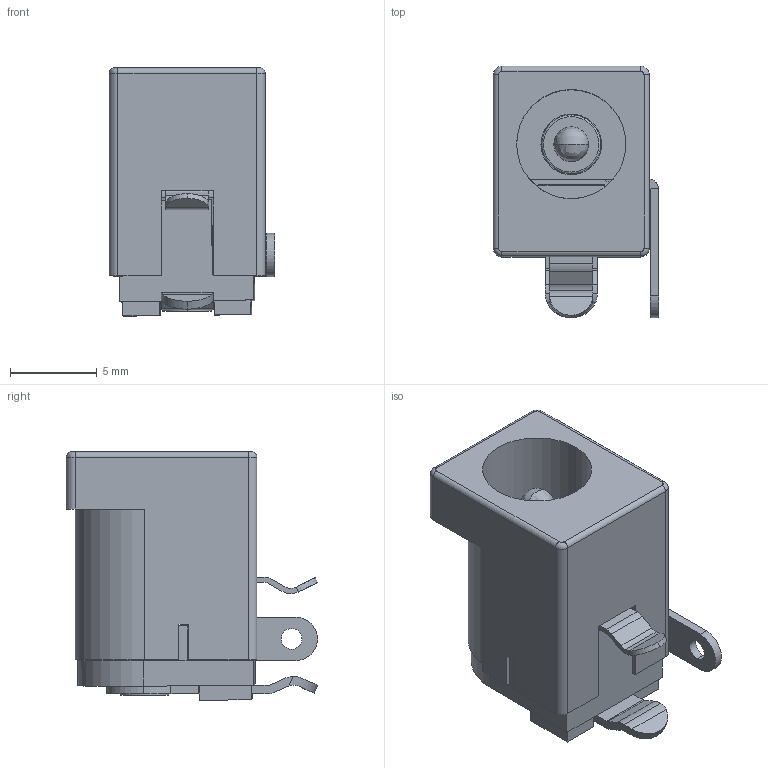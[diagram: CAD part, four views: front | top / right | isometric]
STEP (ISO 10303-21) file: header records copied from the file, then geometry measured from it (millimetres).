
FILE_DESCRIPTION(('STEP AP242'),'1');
FILE_NAME('dcj200-10-a-k1-k.stp','2023-05-10T06:13:11',('TraceParts'),('TraceParts S.A.'),'Spatial InterOp 3D',' ',' ');
FILE_SCHEMA(('AP242_MANAGED_MODEL_BASED_3D_ENGINEERING_MIM_LF {1 0 10303 442 1 1 4}'));
Length unit declared in the file: millimetre
Products named in the file (1): dcj200-10-a-k1-k_1
Bounding box: 9.55 x 14.51 x 14.33 mm (x, y, z)
Volume: 745 mm3; surface area: 1694.6 mm2
Topology: 6 solids, 6 shells, 232 faces, 596 edges, 377 vertices
Faces by surface type: plane 125, cylinder 81, bspline 14, torus 10, cone 2
Entity records: 7641 total; most frequent: CARTESIAN_POINT 1944, ORIENTED_EDGE 1180, DIRECTION 1151, EDGE_CURVE 590, LINE 385, VECTOR 385, AXIS2_PLACEMENT_3D 383, VERTEX_POINT 377
